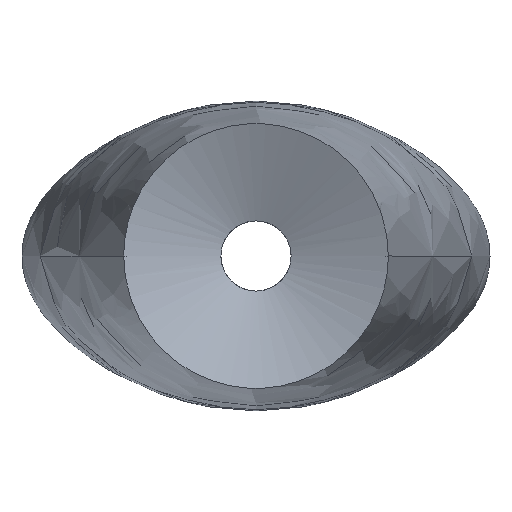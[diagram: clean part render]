
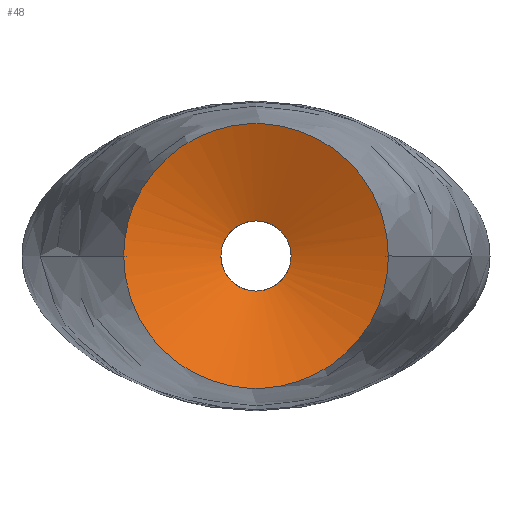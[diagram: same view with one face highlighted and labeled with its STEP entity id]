
A CAD part, front view. The second image highlights one B-rep face of the part: STEP entity #48.
In plain terms, the highlighted free-form (B-spline) face has degree [2, 2] with [5, 9] control points.
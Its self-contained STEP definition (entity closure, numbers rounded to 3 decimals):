
#19=FACE_BOUND('',#114,.T.);
#48=ADVANCED_FACE('',(#79,#19),#498,.T.);
#79=FACE_OUTER_BOUND('',#113,.T.);
#113=EDGE_LOOP('',(#267,#268));
#114=EDGE_LOOP('',(#269,#270));
#267=ORIENTED_EDGE('',*,*,#351,.T.);
#268=ORIENTED_EDGE('',*,*,#356,.T.);
#269=ORIENTED_EDGE('',*,*,#352,.T.);
#270=ORIENTED_EDGE('',*,*,#359,.T.);
#351=EDGE_CURVE('',#489,#492,#379,.T.);
#352=EDGE_CURVE('',#490,#493,#380,.T.);
#356=EDGE_CURVE('',#492,#489,#383,.T.);
#359=EDGE_CURVE('',#493,#490,#386,.T.);
#379=(
BOUNDED_CURVE()
B_SPLINE_CURVE(2,(#1466,#1467,#1468,#1469,#1470),.UNSPECIFIED.,.F.,.F.)
B_SPLINE_CURVE_WITH_KNOTS((3,2,3),(-81.681,-61.261,-40.841),
 .UNSPECIFIED.)
CURVE()
GEOMETRIC_REPRESENTATION_ITEM()
RATIONAL_B_SPLINE_CURVE((1.,0.707,1.,0.707,1.))
REPRESENTATION_ITEM('')
);
#380=(
BOUNDED_CURVE()
B_SPLINE_CURVE(2,(#1471,#1472,#1473,#1474,#1475),.UNSPECIFIED.,.F.,.F.)
B_SPLINE_CURVE_WITH_KNOTS((3,2,3),(0.,4.712,9.425),
 .UNSPECIFIED.)
CURVE()
GEOMETRIC_REPRESENTATION_ITEM()
RATIONAL_B_SPLINE_CURVE((1.,0.707,1.,0.707,1.))
REPRESENTATION_ITEM('')
);
#383=(
BOUNDED_CURVE()
B_SPLINE_CURVE(2,(#1486,#1487,#1488,#1489,#1490),.UNSPECIFIED.,.F.,.F.)
B_SPLINE_CURVE_WITH_KNOTS((3,2,3),(-40.841,-20.42,
0.),.UNSPECIFIED.)
CURVE()
GEOMETRIC_REPRESENTATION_ITEM()
RATIONAL_B_SPLINE_CURVE((1.,0.707,1.,0.707,1.))
REPRESENTATION_ITEM('')
);
#386=(
BOUNDED_CURVE()
B_SPLINE_CURVE(2,(#1498,#1499,#1500,#1501,#1502),.UNSPECIFIED.,.F.,.F.)
B_SPLINE_CURVE_WITH_KNOTS((3,2,3),(9.425,14.137,18.85),
 .UNSPECIFIED.)
CURVE()
GEOMETRIC_REPRESENTATION_ITEM()
RATIONAL_B_SPLINE_CURVE((1.,0.707,1.,0.707,1.))
REPRESENTATION_ITEM('')
);
#489=VERTEX_POINT('',#1447);
#490=VERTEX_POINT('',#1448);
#492=VERTEX_POINT('',#1450);
#493=VERTEX_POINT('',#1451);
#498=(
BOUNDED_SURFACE()
B_SPLINE_SURFACE(2,2,((#1384,#1385,#1386,#1387,#1388,#1389,#1390,#1391,
#1392),(#1393,#1394,#1395,#1396,#1397,#1398,#1399,#1400,#1401),(#1402,#1403,
#1404,#1405,#1406,#1407,#1408,#1409,#1410),(#1411,#1412,#1413,#1414,#1415,
#1416,#1417,#1418,#1419),(#1420,#1421,#1422,#1423,#1424,#1425,#1426,#1427,
#1428)),.UNSPECIFIED.,.F.,.F.,.F.)
B_SPLINE_SURFACE_WITH_KNOTS((3,2,3),(3,2,2,2,3),(-31.416,0.,31.416),
(0.,31.416,62.832,94.248,125.664),
 .UNSPECIFIED.)
GEOMETRIC_REPRESENTATION_ITEM()
RATIONAL_B_SPLINE_SURFACE(((1.,0.707,1.,0.707,1.,
0.707,1.,0.707,1.),(0.707,0.5,0.707,
0.5,0.707,0.5,0.707,0.5,0.707),(1.,
0.707,1.,0.707,1.,0.707,1.,0.707,
1.),(0.707,0.5,0.707,0.5,0.707,0.5,
0.707,0.5,0.707),(1.,0.707,1.,0.707,
1.,0.707,1.,0.707,1.)))
REPRESENTATION_ITEM('')
SURFACE()
);
#1384=CARTESIAN_POINT('',(0.,-50.,-20.));
#1385=CARTESIAN_POINT('',(0.,-50.,-20.));
#1386=CARTESIAN_POINT('',(0.,-50.,-20.));
#1387=CARTESIAN_POINT('',(0.,-50.,-20.));
#1388=CARTESIAN_POINT('',(0.,-50.,-20.));
#1389=CARTESIAN_POINT('',(0.,-50.,-20.));
#1390=CARTESIAN_POINT('',(0.,-50.,-20.));
#1391=CARTESIAN_POINT('',(0.,-50.,-20.));
#1392=CARTESIAN_POINT('',(0.,-50.,-20.));
#1393=CARTESIAN_POINT('',(20.,-50.,-20.));
#1394=CARTESIAN_POINT('',(20.,-30.,-20.));
#1395=CARTESIAN_POINT('',(0.,-30.,-20.));
#1396=CARTESIAN_POINT('',(-20.,-30.,-20.));
#1397=CARTESIAN_POINT('',(-20.,-50.,-20.));
#1398=CARTESIAN_POINT('',(-20.,-70.,-20.));
#1399=CARTESIAN_POINT('',(0.,-70.,-20.));
#1400=CARTESIAN_POINT('',(20.,-70.,-20.));
#1401=CARTESIAN_POINT('',(20.,-50.,-20.));
#1402=CARTESIAN_POINT('',(20.,-50.,0.));
#1403=CARTESIAN_POINT('',(20.,-30.,0.));
#1404=CARTESIAN_POINT('',(0.,-30.,0.));
#1405=CARTESIAN_POINT('',(-20.,-30.,0.));
#1406=CARTESIAN_POINT('',(-20.,-50.,0.));
#1407=CARTESIAN_POINT('',(-20.,-70.,0.));
#1408=CARTESIAN_POINT('',(0.,-70.,0.));
#1409=CARTESIAN_POINT('',(20.,-70.,0.));
#1410=CARTESIAN_POINT('',(20.,-50.,0.));
#1411=CARTESIAN_POINT('',(20.,-50.,20.));
#1412=CARTESIAN_POINT('',(20.,-30.,20.));
#1413=CARTESIAN_POINT('',(0.,-30.,20.));
#1414=CARTESIAN_POINT('',(-20.,-30.,20.));
#1415=CARTESIAN_POINT('',(-20.,-50.,20.));
#1416=CARTESIAN_POINT('',(-20.,-70.,20.));
#1417=CARTESIAN_POINT('',(0.,-70.,20.));
#1418=CARTESIAN_POINT('',(20.,-70.,20.));
#1419=CARTESIAN_POINT('',(20.,-50.,20.));
#1420=CARTESIAN_POINT('',(0.,-50.,20.));
#1421=CARTESIAN_POINT('',(0.,-50.,20.));
#1422=CARTESIAN_POINT('',(0.,-50.,20.));
#1423=CARTESIAN_POINT('',(0.,-50.,20.));
#1424=CARTESIAN_POINT('',(0.,-50.,20.));
#1425=CARTESIAN_POINT('',(0.,-50.,20.));
#1426=CARTESIAN_POINT('',(0.,-50.,20.));
#1427=CARTESIAN_POINT('',(0.,-50.,20.));
#1428=CARTESIAN_POINT('',(0.,-50.,20.));
#1447=CARTESIAN_POINT('',(-11.31,-33.505,0.));
#1448=CARTESIAN_POINT('',(3.,-30.226,0.));
#1450=CARTESIAN_POINT('',(11.31,-33.505,0.));
#1451=CARTESIAN_POINT('',(-3.,-30.226,0.));
#1466=CARTESIAN_POINT('',(-11.31,-33.505,0.));
#1467=CARTESIAN_POINT('',(-11.31,-33.505,-11.31));
#1468=CARTESIAN_POINT('',(0.,-33.505,-11.31));
#1469=CARTESIAN_POINT('',(11.31,-33.505,-11.31));
#1470=CARTESIAN_POINT('',(11.31,-33.505,0.));
#1471=CARTESIAN_POINT('',(3.,-30.226,0.));
#1472=CARTESIAN_POINT('',(3.,-30.226,-3.));
#1473=CARTESIAN_POINT('',(0.,-30.226,-3.));
#1474=CARTESIAN_POINT('',(-3.,-30.226,-3.));
#1475=CARTESIAN_POINT('',(-3.,-30.226,0.));
#1486=CARTESIAN_POINT('',(11.31,-33.505,0.));
#1487=CARTESIAN_POINT('',(11.31,-33.505,11.31));
#1488=CARTESIAN_POINT('',(0.,-33.505,11.31));
#1489=CARTESIAN_POINT('',(-11.31,-33.505,11.31));
#1490=CARTESIAN_POINT('',(-11.31,-33.505,0.));
#1498=CARTESIAN_POINT('',(-3.,-30.226,0.));
#1499=CARTESIAN_POINT('',(-3.,-30.226,3.));
#1500=CARTESIAN_POINT('',(0.,-30.226,3.));
#1501=CARTESIAN_POINT('',(3.,-30.226,3.));
#1502=CARTESIAN_POINT('',(3.,-30.226,0.));
